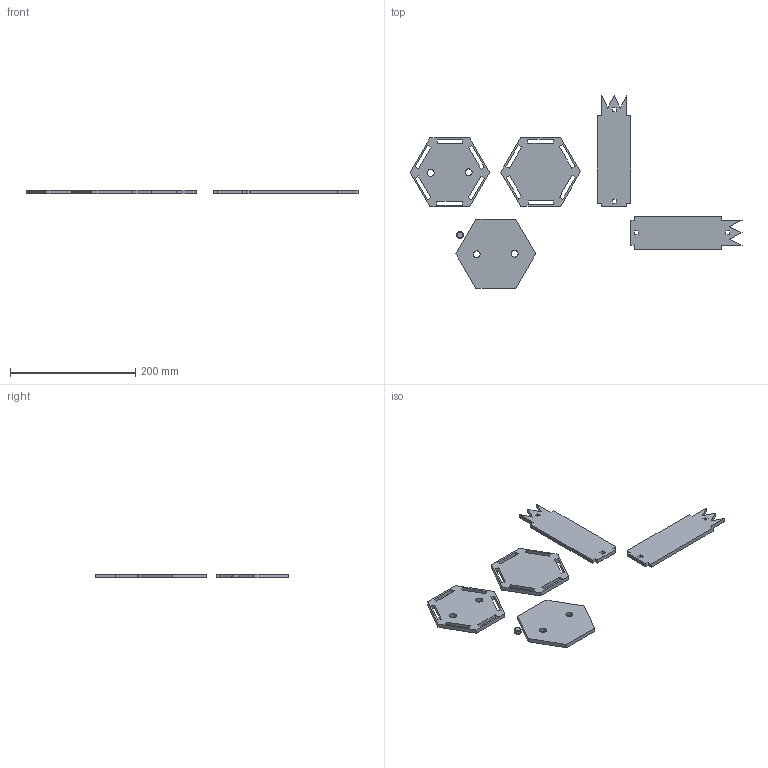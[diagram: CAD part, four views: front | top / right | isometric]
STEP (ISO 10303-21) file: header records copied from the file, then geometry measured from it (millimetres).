
FILE_DESCRIPTION(/* description */ ('STEP AP242','CAx-IF Rec.Pracs.---Representation and Presentation of Product Manufacturing Information (PMI)---4.0---2014-10-13','CAx-IF Rec.Pracs.---3D Tessellated Geometry---0.4---2014-09-14','2;1'),/* implementation_level */ '2;1');
FILE_NAME(/* name */ '64f9fc6b2a11bf34d2008fab',/* time_stamp */ '2023-09-07T16:38:03Z',/* author */ (''),/* organization */ (''),/* preprocessor_version */ 'ST-DEVELOPER v19.4',/* originating_system */ ' ',/* authorisation */ ' ');
FILE_SCHEMA (('AP242_MANAGED_MODEL_BASED_3D_ENGINEERING_MIM_LF { 1 0 10303 442 1 1 4 }'));
Length unit declared in the file: metre
Products named in the file (6): Magnets; Oclclusion Wall2; Occlusion Wall; Occlusion Top; Part 2; Occlusion Base
Bounding box: 529.27 x 307.51 x 6.35 mm (x, y, z)
Volume: 285536.5 mm3; surface area: 112433.1 mm2
Topology: 6 solids, 6 shells, 131 faces, 355 edges, 236 vertices
Faces by surface type: plane 124, cylinder 5, torus 2
Full cylindrical faces by diameter (mm): 11 x5
Entity records: 4239 total; most frequent: CARTESIAN_POINT 721, ORIENTED_EDGE 696, DIRECTION 634, EDGE_CURVE 348, LINE 336, VECTOR 336, VERTEX_POINT 236, EDGE_LOOP 178
